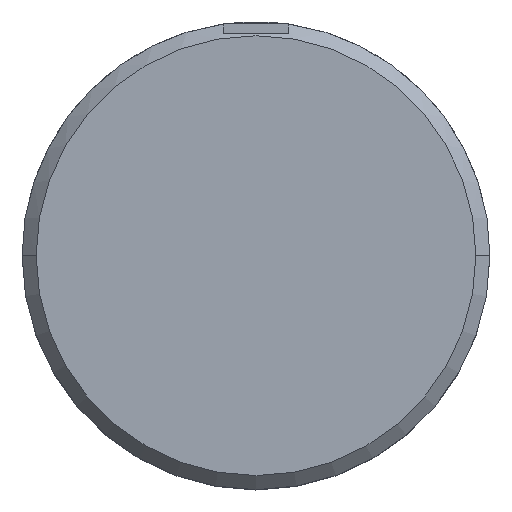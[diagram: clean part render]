
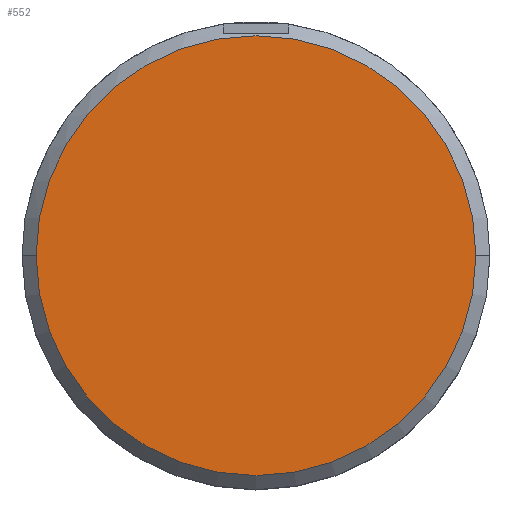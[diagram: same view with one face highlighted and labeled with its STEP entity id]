
A CAD part, top view. The second image highlights one B-rep face of the part: STEP entity #552.
In plain terms, the highlighted planar face has unit normal (0, 0, 1).
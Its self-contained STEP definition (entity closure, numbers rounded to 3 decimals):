
#22 = CARTESIAN_POINT ( 'NONE',  ( 48.5, 25., 25. ) ) ;
#32 = EDGE_CURVE ( 'NONE', #209, #292, #415, .T. ) ;
#39 = CIRCLE ( 'NONE', #92, 23.5 ) ;
#81 = DIRECTION ( 'NONE',  ( 1., 0., 0. ) ) ;
#92 = AXIS2_PLACEMENT_3D ( 'NONE', #243, #458, #81 ) ;
#100 = CARTESIAN_POINT ( 'NONE',  ( 25., 25., 25. ) ) ;
#209 = VERTEX_POINT ( 'NONE', #290 ) ;
#222 = AXIS2_PLACEMENT_3D ( 'NONE', #549, #342, #427 ) ;
#243 = CARTESIAN_POINT ( 'NONE',  ( 25., 25., 25. ) ) ;
#246 = ORIENTED_EDGE ( 'NONE', *, *, #291, .T. ) ;
#258 = AXIS2_PLACEMENT_3D ( 'NONE', #100, #267, #423 ) ;
#267 = DIRECTION ( 'NONE',  ( 0., 0., 1. ) ) ;
#290 = CARTESIAN_POINT ( 'NONE',  ( 1.5, 25., 25. ) ) ;
#291 = EDGE_CURVE ( 'NONE', #292, #209, #39, .T. ) ;
#292 = VERTEX_POINT ( 'NONE', #22 ) ;
#310 = FACE_OUTER_BOUND ( 'NONE', #419, .T. ) ;
#342 = DIRECTION ( 'NONE',  ( 0., 0., 1. ) ) ;
#411 = ORIENTED_EDGE ( 'NONE', *, *, #32, .T. ) ;
#415 = CIRCLE ( 'NONE', #222, 23.5 ) ;
#419 = EDGE_LOOP ( 'NONE', ( #411, #246 ) ) ;
#423 = DIRECTION ( 'NONE',  ( 1., 0., 0. ) ) ;
#427 = DIRECTION ( 'NONE',  ( 1., 0., 0. ) ) ;
#458 = DIRECTION ( 'NONE',  ( 0., 0., 1. ) ) ;
#478 = PLANE ( 'NONE',  #258 ) ;
#549 = CARTESIAN_POINT ( 'NONE',  ( 25., 25., 25. ) ) ;
#552 = ADVANCED_FACE ( 'NONE', ( #310 ), #478, .T. ) ;
